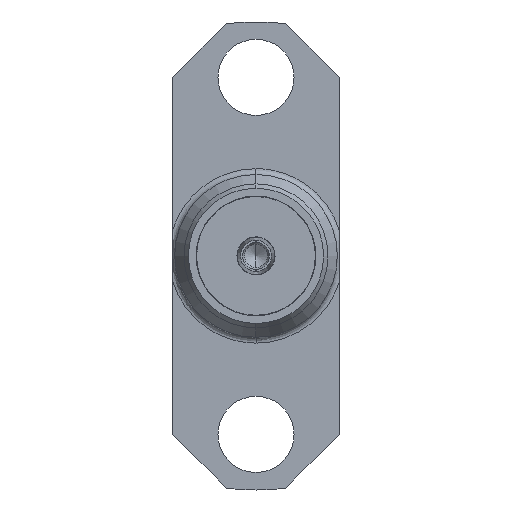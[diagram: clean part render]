
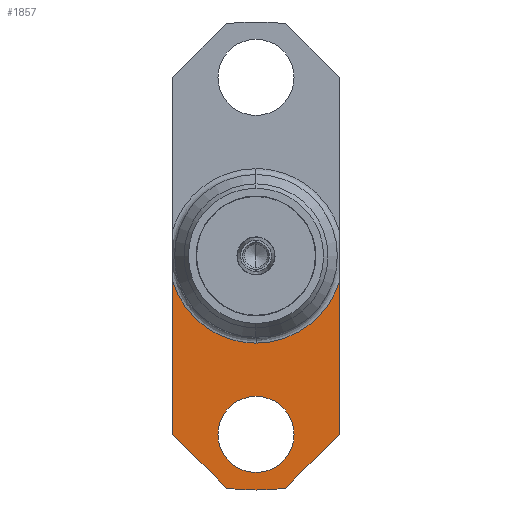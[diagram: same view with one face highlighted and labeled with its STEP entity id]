
A CAD part, left-side view. The second image highlights one B-rep face of the part: STEP entity #1857.
In plain terms, the highlighted planar face has unit normal (-1, 0, 0).
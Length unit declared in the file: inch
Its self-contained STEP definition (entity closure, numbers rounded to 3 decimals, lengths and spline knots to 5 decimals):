
#93 = CARTESIAN_POINT ( 'NONE',  ( 0.45669, 0., 0. ) ) ;
#216 = CARTESIAN_POINT ( 'NONE',  ( 0.45669, 0., -0.18898 ) ) ;
#234 = LINE ( 'NONE', #6118, #1611 ) ;
#348 = CARTESIAN_POINT ( 'NONE',  ( 0.45669, -0.05353, -0.11732 ) ) ;
#518 = VERTEX_POINT ( 'NONE', #5129 ) ;
#1389 = VERTEX_POINT ( 'NONE', #3573 ) ;
#1392 = VERTEX_POINT ( 'NONE', #6471 ) ;
#1400 = AXIS2_PLACEMENT_3D ( 'NONE', #6434, #5752, #5192 ) ;
#1433 = CARTESIAN_POINT ( 'NONE',  ( 0.45669, 0., -0.11732 ) ) ;
#1507 = VECTOR ( 'NONE', #3373, 39.37008 ) ;
#1542 = VERTEX_POINT ( 'NONE', #1923 ) ;
#1607 = ORIENTED_EDGE ( 'NONE', *, *, #4500, .F. ) ;
#1611 = VECTOR ( 'NONE', #4648, 39.37008 ) ;
#1857 = ADVANCED_FACE ( 'NONE', ( #5133, #2360 ), #5095, .F. ) ;
#1862 = CARTESIAN_POINT ( 'NONE',  ( 0.45669, -0.09657, -0.08547 ) ) ;
#1923 = CARTESIAN_POINT ( 'NONE',  ( 0.45669, -0.1122, -0.24016 ) ) ;
#2134 = CIRCLE ( 'NONE', #5348, 0.31496 ) ;
#2202 = CARTESIAN_POINT ( 'NONE',  ( 0.45669, 0., 0. ) ) ;
#2315 = CARTESIAN_POINT ( 'NONE',  ( 0.45669, -0.1122, -0.03427 ) ) ;
#2360 = FACE_OUTER_BOUND ( 'NONE', #4726, .T. ) ;
#2365 = DIRECTION ( 'NONE',  ( 0., 0., -1. ) ) ;
#2519 = EDGE_CURVE ( 'NONE', #3746, #1542, #8073, .T. ) ;
#2538 = LINE ( 'NONE', #5358, #6373 ) ;
#2659 = AXIS2_PLACEMENT_3D ( 'NONE', #4305, #4356, #7815 ) ;
#2731 =( BOUNDED_CURVE ( )  B_SPLINE_CURVE ( 3, ( #6310, #6720, #9146, #7717 ),
 .UNSPECIFIED., .F., .F. ) 
 B_SPLINE_CURVE_WITH_KNOTS ( ( 4, 4 ),
 ( 0., 0.5 ),
 .UNSPECIFIED. ) 
 CURVE ( )  GEOMETRIC_REPRESENTATION_ITEM ( )  RATIONAL_B_SPLINE_CURVE ( ( 1., 0.869, 0.869, 1. ) ) 
 REPRESENTATION_ITEM ( '' )  );
#2740 = ORIENTED_EDGE ( 'NONE', *, *, #2519, .F. ) ;
#2994 = EDGE_CURVE ( 'NONE', #4022, #7177, #7389, .T. ) ;
#3092 = CIRCLE ( 'NONE', #8260, 0.31496 ) ;
#3254 = EDGE_CURVE ( 'NONE', #6608, #1389, #2134, .T. ) ;
#3373 = DIRECTION ( 'NONE',  ( 0., 0.707, -0.707 ) ) ;
#3518 = EDGE_CURVE ( 'NONE', #1389, #6729, #2538, .T. ) ;
#3573 = CARTESIAN_POINT ( 'NONE',  ( 0.45669, 0.03994, -0.31242 ) ) ;
#3576 = ORIENTED_EDGE ( 'NONE', *, *, #6798, .F. ) ;
#3742 = CARTESIAN_POINT ( 'NONE',  ( 0.45669, -0.1122, -0.03427 ) ) ;
#3746 = VERTEX_POINT ( 'NONE', #2315 ) ;
#4022 = VERTEX_POINT ( 'NONE', #4593 ) ;
#4273 =( BOUNDED_CURVE ( )  B_SPLINE_CURVE ( 3, ( #8777, #348, #1862, #3742 ),
 .UNSPECIFIED., .F., .F. ) 
 B_SPLINE_CURVE_WITH_KNOTS ( ( 4, 4 ),
 ( 0.5, 1. ),
 .UNSPECIFIED. ) 
 CURVE ( )  GEOMETRIC_REPRESENTATION_ITEM ( )  RATIONAL_B_SPLINE_CURVE ( ( 1., 0.869, 0.869, 1. ) ) 
 REPRESENTATION_ITEM ( '' )  );
#4305 = CARTESIAN_POINT ( 'NONE',  ( 0.45669, 0., -0.24016 ) ) ;
#4356 = DIRECTION ( 'NONE',  ( 1., 0., 0. ) ) ;
#4500 = EDGE_CURVE ( 'NONE', #518, #8924, #2731, .T. ) ;
#4592 = CARTESIAN_POINT ( 'NONE',  ( 0.45669, -0.1122, 0.24016 ) ) ;
#4593 = CARTESIAN_POINT ( 'NONE',  ( 0.45669, 0., -0.29134 ) ) ;
#4648 = DIRECTION ( 'NONE',  ( 0., 0., 1. ) ) ;
#4660 = DIRECTION ( 'NONE',  ( 0., 0.707, 0.707 ) ) ;
#4726 = EDGE_LOOP ( 'NONE', ( #7121, #9127, #7161, #5339, #3576, #2740, #7142, #1607 ) ) ;
#5001 = DIRECTION ( 'NONE',  ( 1., 0., 0. ) ) ;
#5095 = PLANE ( 'NONE',  #5624 ) ;
#5129 = CARTESIAN_POINT ( 'NONE',  ( 0.45669, 0.1122, -0.03427 ) ) ;
#5133 = FACE_BOUND ( 'NONE', #8628, .T. ) ;
#5192 = DIRECTION ( 'NONE',  ( 0., 0., -1. ) ) ;
#5339 = ORIENTED_EDGE ( 'NONE', *, *, #6563, .F. ) ;
#5348 = AXIS2_PLACEMENT_3D ( 'NONE', #2202, #5001, #2365 ) ;
#5358 = CARTESIAN_POINT ( 'NONE',  ( 0.45669, 0.03994, -0.31242 ) ) ;
#5461 = CIRCLE ( 'NONE', #2659, 0.05118 ) ;
#5624 = AXIS2_PLACEMENT_3D ( 'NONE', #93, #5732, #8568 ) ;
#5732 = DIRECTION ( 'NONE',  ( 1., 0., 0. ) ) ;
#5752 = DIRECTION ( 'NONE',  ( 1., 0., 0. ) ) ;
#5902 = CARTESIAN_POINT ( 'NONE',  ( 0.45669, 0., -0.31496 ) ) ;
#6076 = ORIENTED_EDGE ( 'NONE', *, *, #6926, .T. ) ;
#6118 = CARTESIAN_POINT ( 'NONE',  ( 0.45669, 0.1122, -0.24016 ) ) ;
#6131 = CARTESIAN_POINT ( 'NONE',  ( 0.45669, 0.1122, -0.24016 ) ) ;
#6310 = CARTESIAN_POINT ( 'NONE',  ( 0.45669, 0.1122, -0.03427 ) ) ;
#6373 = VECTOR ( 'NONE', #4660, 39.37008 ) ;
#6434 = CARTESIAN_POINT ( 'NONE',  ( 0.45669, 0., -0.24016 ) ) ;
#6471 = CARTESIAN_POINT ( 'NONE',  ( 0.45669, -0.03994, -0.31242 ) ) ;
#6553 = DIRECTION ( 'NONE',  ( 0., 0., -1. ) ) ;
#6563 = EDGE_CURVE ( 'NONE', #1392, #6608, #3092, .T. ) ;
#6608 = VERTEX_POINT ( 'NONE', #5902 ) ;
#6613 = DIRECTION ( 'NONE',  ( 0., 0., -1. ) ) ;
#6720 = CARTESIAN_POINT ( 'NONE',  ( 0.45669, 0.09657, -0.08547 ) ) ;
#6729 = VERTEX_POINT ( 'NONE', #6131 ) ;
#6798 = EDGE_CURVE ( 'NONE', #1542, #1392, #7581, .T. ) ;
#6926 = EDGE_CURVE ( 'NONE', #7177, #4022, #5461, .T. ) ;
#6981 = EDGE_CURVE ( 'NONE', #8924, #3746, #4273, .T. ) ;
#7121 = ORIENTED_EDGE ( 'NONE', *, *, #9033, .F. ) ;
#7142 = ORIENTED_EDGE ( 'NONE', *, *, #6981, .F. ) ;
#7161 = ORIENTED_EDGE ( 'NONE', *, *, #3254, .F. ) ;
#7177 = VERTEX_POINT ( 'NONE', #216 ) ;
#7389 = CIRCLE ( 'NONE', #1400, 0.05118 ) ;
#7581 = LINE ( 'NONE', #9119, #1507 ) ;
#7717 = CARTESIAN_POINT ( 'NONE',  ( 0.45669, 0., -0.11732 ) ) ;
#7815 = DIRECTION ( 'NONE',  ( 0., 0., -1. ) ) ;
#7844 = ORIENTED_EDGE ( 'NONE', *, *, #2994, .T. ) ;
#7880 = CARTESIAN_POINT ( 'NONE',  ( 0.45669, 0., 0. ) ) ;
#8073 = LINE ( 'NONE', #4592, #8887 ) ;
#8260 = AXIS2_PLACEMENT_3D ( 'NONE', #7880, #8391, #6553 ) ;
#8391 = DIRECTION ( 'NONE',  ( 1., 0., 0. ) ) ;
#8568 = DIRECTION ( 'NONE',  ( 0., 0., -1. ) ) ;
#8628 = EDGE_LOOP ( 'NONE', ( #7844, #6076 ) ) ;
#8777 = CARTESIAN_POINT ( 'NONE',  ( 0.45669, 0., -0.11732 ) ) ;
#8887 = VECTOR ( 'NONE', #6613, 39.37008 ) ;
#8924 = VERTEX_POINT ( 'NONE', #1433 ) ;
#9033 = EDGE_CURVE ( 'NONE', #6729, #518, #234, .T. ) ;
#9119 = CARTESIAN_POINT ( 'NONE',  ( 0.45669, -0.1122, -0.24016 ) ) ;
#9127 = ORIENTED_EDGE ( 'NONE', *, *, #3518, .F. ) ;
#9146 = CARTESIAN_POINT ( 'NONE',  ( 0.45669, 0.05353, -0.11732 ) ) ;
